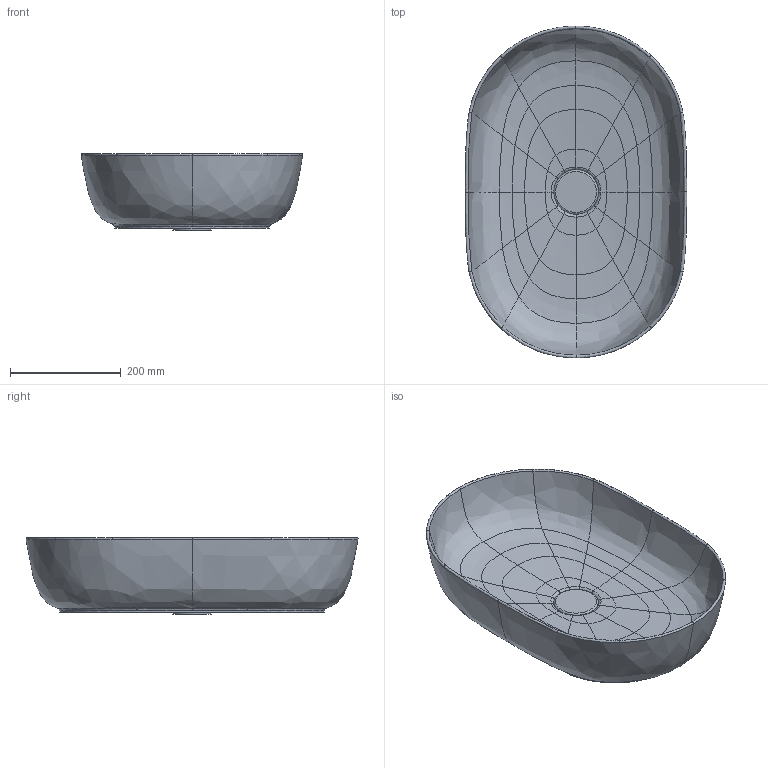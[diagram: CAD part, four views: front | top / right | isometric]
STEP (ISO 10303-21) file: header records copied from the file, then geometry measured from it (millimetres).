
FILE_DESCRIPTION((''),'2;1');
FILE_NAME('037960.stp','2017-06-20T12:39:19',('Administrator'),(''),'Autodesk Inventor 2011','Autodesk Inventor 2011','');
FILE_SCHEMA(('CONFIG_CONTROL_DESIGN'));
Length unit declared in the file: millimetre
Products named in the file (3): 037960; Kelch_Stopfen LUV Bgr
Assembly tree (2 placements, depth 2):
  037960
    037960
    Kelch_Stopfen LUV Bgr
Bounding box: 400.19 x 600.19 x 138.78 mm (x, y, z)
Volume: 5805429.7 mm3; surface area: 697483.9 mm2
Topology: 3 solids, 3 shells, 252 faces, 550 edges, 308 vertices
Faces by surface type: bspline 184, plane 30, cylinder 20, torus 14, cone 4
Full cylindrical faces by diameter (mm): 16 x2, 30.452 x1, 36.282 x1, 42.677 x1, 45.31 x1, 46 x1, 70 x1, 80.103 x1, 81 x1
Entity records: 40136 total; most frequent: CARTESIAN_POINT 35576, ORIENTED_EDGE 1044, EDGE_CURVE 522, DIRECTION 486, B_SPLINE_CURVE_WITH_KNOTS 320, VERTEX_POINT 302, EDGE_LOOP 282, STYLED_ITEM 255
